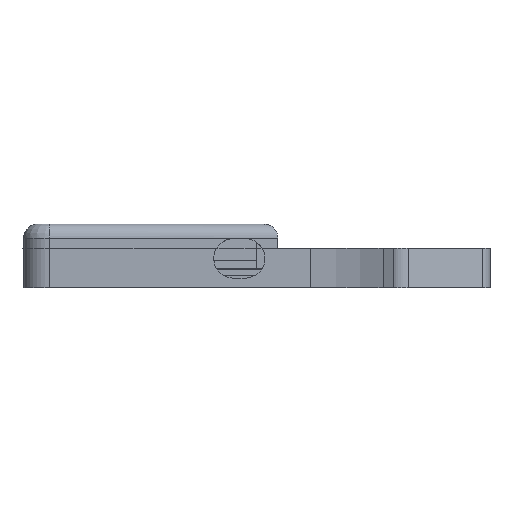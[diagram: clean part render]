
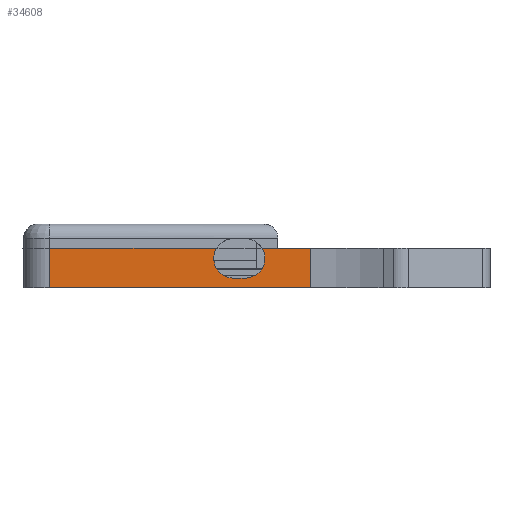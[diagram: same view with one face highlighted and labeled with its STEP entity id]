
A CAD part, left-side view. The second image highlights one B-rep face of the part: STEP entity #34608.
In plain terms, the highlighted planar face has unit normal (-1, 0, 0).
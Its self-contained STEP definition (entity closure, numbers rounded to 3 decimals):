
#30746 = EDGE_CURVE('',#30747,#30749,#30751,.T.);
#30747 = VERTEX_POINT('',#30748);
#30748 = CARTESIAN_POINT('',(-73.426,44.713,0.));
#30749 = VERTEX_POINT('',#30750);
#30750 = CARTESIAN_POINT('',(-73.426,-21.427,0.));
#30751 = LINE('',#30752,#30753);
#30752 = CARTESIAN_POINT('',(-73.426,-21.427,0.));
#30753 = VECTOR('',#30754,1.);
#30754 = DIRECTION('',(0.,-1.,0.));
#32308 = VERTEX_POINT('',#32309);
#32309 = CARTESIAN_POINT('',(-73.426,-9.14,10.));
#32315 = EDGE_CURVE('',#32308,#32316,#32318,.T.);
#32316 = VERTEX_POINT('',#32317);
#32317 = CARTESIAN_POINT('',(-73.426,-21.427,10.));
#32318 = LINE('',#32319,#32320);
#32319 = CARTESIAN_POINT('',(-73.426,-21.427,10.));
#32320 = VECTOR('',#32321,1.);
#32321 = DIRECTION('',(0.,-1.,0.));
#32516 = VERTEX_POINT('',#32517);
#32517 = CARTESIAN_POINT('',(-73.426,44.713,10.));
#32524 = EDGE_CURVE('',#32516,#32525,#32527,.T.);
#32525 = VERTEX_POINT('',#32526);
#32526 = CARTESIAN_POINT('',(-73.426,2.47,10.));
#32527 = LINE('',#32528,#32529);
#32528 = CARTESIAN_POINT('',(-73.426,-21.427,10.));
#32529 = VECTOR('',#32530,1.);
#32530 = DIRECTION('',(0.,-1.,0.));
#33913 = EDGE_CURVE('',#33914,#32308,#33916,.T.);
#33914 = VERTEX_POINT('',#33915);
#33915 = CARTESIAN_POINT('',(-73.426,-4.81,2.5));
#33916 = CIRCLE('',#33917,5.);
#33917 = AXIS2_PLACEMENT_3D('',#33918,#33919,#33920);
#33918 = CARTESIAN_POINT('',(-73.426,-4.81,7.5));
#33919 = DIRECTION('',(-1.,-0.,0.));
#33920 = DIRECTION('',(0.,0.,-1.));
#33970 = EDGE_CURVE('',#33971,#33914,#33973,.T.);
#33971 = VERTEX_POINT('',#33972);
#33972 = CARTESIAN_POINT('',(-73.426,-1.86,2.5));
#33973 = LINE('',#33974,#33975);
#33974 = CARTESIAN_POINT('',(-73.426,-1.86,2.5));
#33975 = VECTOR('',#33976,1.);
#33976 = DIRECTION('',(0.,-1.,0.));
#34020 = EDGE_CURVE('',#32525,#33971,#34021,.T.);
#34021 = CIRCLE('',#34022,5.);
#34022 = AXIS2_PLACEMENT_3D('',#34023,#34024,#34025);
#34023 = CARTESIAN_POINT('',(-73.426,-1.86,7.5));
#34024 = DIRECTION('',(-1.,-0.,0.));
#34025 = DIRECTION('',(0.,0.,-1.));
#34608 = ADVANCED_FACE('',(#34609),#34629,.T.);
#34609 = FACE_BOUND('',#34610,.T.);
#34610 = EDGE_LOOP('',(#34611,#34612,#34618,#34619,#34625,#34626,#34627,
    #34628));
#34611 = ORIENTED_EDGE('',*,*,#32524,.F.);
#34612 = ORIENTED_EDGE('',*,*,#34613,.T.);
#34613 = EDGE_CURVE('',#32516,#30747,#34614,.T.);
#34614 = LINE('',#34615,#34616);
#34615 = CARTESIAN_POINT('',(-73.426,44.713,10.));
#34616 = VECTOR('',#34617,1.);
#34617 = DIRECTION('',(0.,0.,-1.));
#34618 = ORIENTED_EDGE('',*,*,#30746,.T.);
#34619 = ORIENTED_EDGE('',*,*,#34620,.F.);
#34620 = EDGE_CURVE('',#32316,#30749,#34621,.T.);
#34621 = LINE('',#34622,#34623);
#34622 = CARTESIAN_POINT('',(-73.426,-21.427,10.));
#34623 = VECTOR('',#34624,1.);
#34624 = DIRECTION('',(0.,0.,-1.));
#34625 = ORIENTED_EDGE('',*,*,#32315,.F.);
#34626 = ORIENTED_EDGE('',*,*,#33913,.F.);
#34627 = ORIENTED_EDGE('',*,*,#33970,.F.);
#34628 = ORIENTED_EDGE('',*,*,#34020,.F.);
#34629 = PLANE('',#34630);
#34630 = AXIS2_PLACEMENT_3D('',#34631,#34632,#34633);
#34631 = CARTESIAN_POINT('',(-73.426,-21.427,10.));
#34632 = DIRECTION('',(-1.,0.,0.));
#34633 = DIRECTION('',(-0.,0.,-1.));
